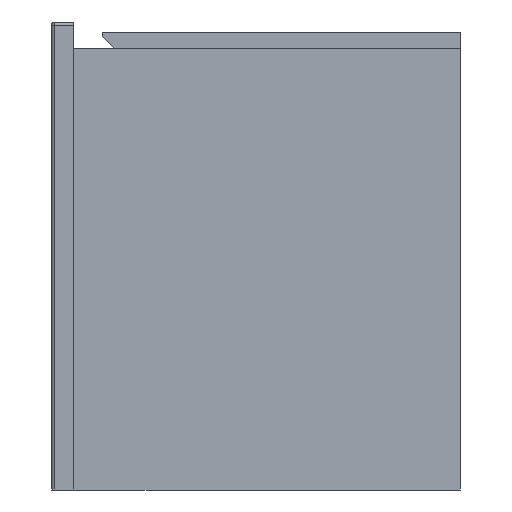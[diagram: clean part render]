
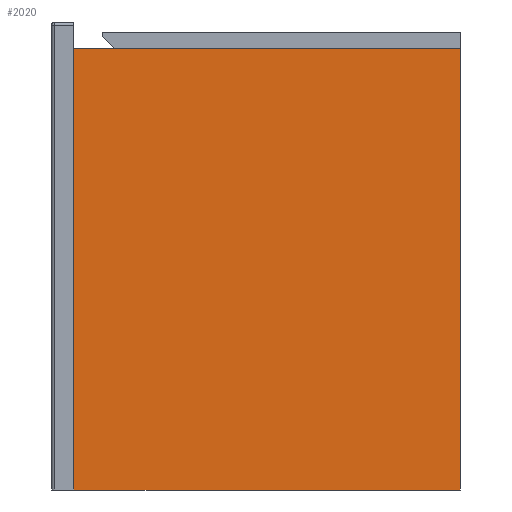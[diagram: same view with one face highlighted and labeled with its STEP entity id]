
A CAD part, left-side view. The second image highlights one B-rep face of the part: STEP entity #2020.
In plain terms, the highlighted planar face has unit normal (-1, 0, 0).
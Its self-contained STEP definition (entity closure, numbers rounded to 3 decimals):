
#283 = VERTEX_POINT ( 'NONE', #1769 ) ;
#347 = ORIENTED_EDGE ( 'NONE', *, *, #2699, .T. ) ;
#410 = DIRECTION ( 'NONE',  ( -1., 0., 0. ) ) ;
#481 = LINE ( 'NONE', #2418, #2272 ) ;
#637 = DIRECTION ( 'NONE',  ( 0., -1., 0. ) ) ;
#814 = DIRECTION ( 'NONE',  ( 0., 0., -1. ) ) ;
#833 = EDGE_CURVE ( 'NONE', #2483, #2002, #1504, .T. ) ;
#860 = FACE_OUTER_BOUND ( 'NONE', #2864, .T. ) ;
#883 = VECTOR ( 'NONE', #1352, 1000. ) ;
#903 = DIRECTION ( 'NONE',  ( 0., 1., 0. ) ) ;
#942 = CARTESIAN_POINT ( 'NONE',  ( -444., 190., 434. ) ) ;
#1054 = LINE ( 'NONE', #2962, #1443 ) ;
#1074 = LINE ( 'NONE', #2530, #1112 ) ;
#1112 = VECTOR ( 'NONE', #903, 1000. ) ;
#1125 = VERTEX_POINT ( 'NONE', #942 ) ;
#1352 = DIRECTION ( 'NONE',  ( 0., 0., -1. ) ) ;
#1443 = VECTOR ( 'NONE', #2953, 1000. ) ;
#1504 = LINE ( 'NONE', #2984, #883 ) ;
#1542 = EDGE_CURVE ( 'NONE', #2002, #283, #1074, .T. ) ;
#1582 = PLANE ( 'NONE',  #1612 ) ;
#1612 = AXIS2_PLACEMENT_3D ( 'NONE', #1807, #410, #637 ) ;
#1644 = ORIENTED_EDGE ( 'NONE', *, *, #1808, .T. ) ;
#1769 = CARTESIAN_POINT ( 'NONE',  ( -444., 190., 0. ) ) ;
#1807 = CARTESIAN_POINT ( 'NONE',  ( -444., 190., 434. ) ) ;
#1808 = EDGE_CURVE ( 'NONE', #1125, #283, #481, .T. ) ;
#2002 = VERTEX_POINT ( 'NONE', #2514 ) ;
#2020 = ADVANCED_FACE ( 'NONE', ( #860 ), #1582, .T. ) ;
#2255 = ORIENTED_EDGE ( 'NONE', *, *, #833, .F. ) ;
#2272 = VECTOR ( 'NONE', #814, 1000. ) ;
#2418 = CARTESIAN_POINT ( 'NONE',  ( -444., 190., 434. ) ) ;
#2483 = VERTEX_POINT ( 'NONE', #3032 ) ;
#2514 = CARTESIAN_POINT ( 'NONE',  ( -444., -190., 0. ) ) ;
#2530 = CARTESIAN_POINT ( 'NONE',  ( -444., 190., 0. ) ) ;
#2699 = EDGE_CURVE ( 'NONE', #2483, #1125, #1054, .T. ) ;
#2864 = EDGE_LOOP ( 'NONE', ( #2899, #2255, #347, #1644 ) ) ;
#2899 = ORIENTED_EDGE ( 'NONE', *, *, #1542, .F. ) ;
#2953 = DIRECTION ( 'NONE',  ( 0., 1., 0. ) ) ;
#2962 = CARTESIAN_POINT ( 'NONE',  ( -444., 190., 434. ) ) ;
#2984 = CARTESIAN_POINT ( 'NONE',  ( -444., -190., 434. ) ) ;
#3032 = CARTESIAN_POINT ( 'NONE',  ( -444., -190., 434. ) ) ;
